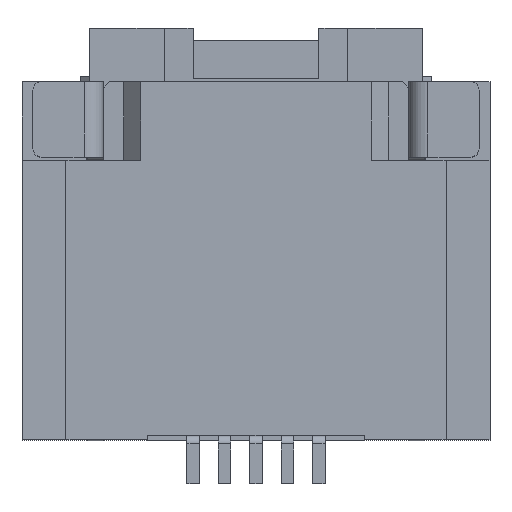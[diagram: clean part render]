
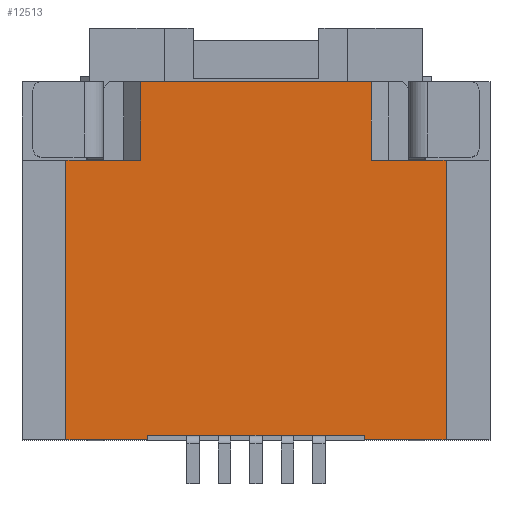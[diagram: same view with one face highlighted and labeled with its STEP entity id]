
A CAD part, top view. The second image highlights one B-rep face of the part: STEP entity #12513.
In plain terms, the highlighted planar face has unit normal (0, 0, 1).
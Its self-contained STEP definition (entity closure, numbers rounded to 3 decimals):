
#360=DIRECTION('',(-1.,0.,0.));
#361=VECTOR('',#360,1.3);
#362=CARTESIAN_POINT('',(-1.725,-2.85,1.245));
#363=LINE('',#362,#361);
#368=DIRECTION('',(-1.,0.,0.));
#369=VECTOR('',#368,1.3);
#370=CARTESIAN_POINT('',(3.025,-2.85,1.245));
#371=LINE('',#370,#369);
#416=DIRECTION('',(0.,-1.,0.));
#417=VECTOR('',#416,4.45);
#418=CARTESIAN_POINT('',(-3.025,1.6,1.245));
#419=LINE('',#418,#417);
#420=DIRECTION('',(-1.,0.,0.));
#421=VECTOR('',#420,3.67);
#422=CARTESIAN_POINT('',(1.835,2.85,1.245));
#423=LINE('',#422,#421);
#424=DIRECTION('',(1.,0.,0.));
#425=VECTOR('',#424,3.45);
#426=CARTESIAN_POINT('',(-1.725,-2.78,1.245));
#427=LINE('',#426,#425);
#428=DIRECTION('',(-1.,0.,0.));
#429=VECTOR('',#428,1.19);
#430=CARTESIAN_POINT('',(-1.835,1.6,1.245));
#431=LINE('',#430,#429);
#432=DIRECTION('',(0.,1.,0.));
#433=VECTOR('',#432,1.25);
#434=CARTESIAN_POINT('',(-1.835,1.6,1.245));
#435=LINE('',#434,#433);
#440=DIRECTION('',(0.,-1.,0.));
#441=VECTOR('',#440,1.25);
#442=CARTESIAN_POINT('',(1.835,2.85,1.245));
#443=LINE('',#442,#441);
#3652=DIRECTION('',(-1.,0.,0.));
#3653=VECTOR('',#3652,1.19);
#3654=CARTESIAN_POINT('',(3.025,1.6,1.245));
#3655=LINE('',#3654,#3653);
#3705=DIRECTION('',(0.,1.,0.));
#3706=VECTOR('',#3705,4.45);
#3707=CARTESIAN_POINT('',(3.025,-2.85,1.245));
#3708=LINE('',#3707,#3706);
#8961=DIRECTION('',(0.,1.,0.));
#8962=VECTOR('',#8961,0.07);
#8963=CARTESIAN_POINT('',(-1.725,-2.85,1.245));
#8964=LINE('',#8963,#8962);
#8977=DIRECTION('',(0.,-1.,0.));
#8978=VECTOR('',#8977,0.07);
#8979=CARTESIAN_POINT('',(1.725,-2.78,1.245));
#8980=LINE('',#8979,#8978);
#9642=CARTESIAN_POINT('',(-3.025,1.6,1.245));
#9643=VERTEX_POINT('',#9642);
#9644=CARTESIAN_POINT('',(-1.835,1.6,1.245));
#9645=VERTEX_POINT('',#9644);
#9708=CARTESIAN_POINT('',(1.835,2.85,1.245));
#9709=VERTEX_POINT('',#9708);
#9710=CARTESIAN_POINT('',(-1.835,2.85,1.245));
#9711=VERTEX_POINT('',#9710);
#10109=CARTESIAN_POINT('',(-1.725,-2.78,1.245));
#10110=CARTESIAN_POINT('',(1.725,-2.78,1.245));
#10111=VERTEX_POINT('',#10109);
#10112=VERTEX_POINT('',#10110);
#10129=CARTESIAN_POINT('',(1.835,1.6,1.245));
#10130=VERTEX_POINT('',#10129);
#10131=CARTESIAN_POINT('',(3.025,1.6,1.245));
#10132=VERTEX_POINT('',#10131);
#10133=CARTESIAN_POINT('',(3.025,-2.85,1.245));
#10134=VERTEX_POINT('',#10133);
#10135=CARTESIAN_POINT('',(1.725,-2.85,1.245));
#10136=VERTEX_POINT('',#10135);
#10137=CARTESIAN_POINT('',(-1.725,-2.85,1.245));
#10138=VERTEX_POINT('',#10137);
#10139=CARTESIAN_POINT('',(-3.025,-2.85,1.245));
#10140=VERTEX_POINT('',#10139);
#12487=CARTESIAN_POINT('',(0.,0.,1.245));
#12488=DIRECTION('',(0.,0.,1.));
#12489=DIRECTION('',(1.,0.,0.));
#12490=AXIS2_PLACEMENT_3D('',#12487,#12488,#12489);
#12491=PLANE('',#12490);
#12493=ORIENTED_EDGE('',*,*,#12492,.T.);
#12494=ORIENTED_EDGE('',*,*,#11859,.F.);
#12496=ORIENTED_EDGE('',*,*,#12495,.T.);
#12498=ORIENTED_EDGE('',*,*,#12497,.F.);
#12500=ORIENTED_EDGE('',*,*,#12499,.F.);
#12501=ORIENTED_EDGE('',*,*,#12445,.T.);
#12503=ORIENTED_EDGE('',*,*,#12502,.F.);
#12505=ORIENTED_EDGE('',*,*,#12504,.F.);
#12507=ORIENTED_EDGE('',*,*,#12506,.F.);
#12508=ORIENTED_EDGE('',*,*,#12437,.T.);
#12509=ORIENTED_EDGE('',*,*,#12482,.F.);
#12510=ORIENTED_EDGE('',*,*,#11781,.F.);
#12511=EDGE_LOOP('',(#12493,#12494,#12496,#12498,#12500,#12501,#12503,#12505,
#12507,#12508,#12509,#12510));
#12512=FACE_OUTER_BOUND('',#12511,.F.);
#12513=ADVANCED_FACE('',(#12512),#12491,.T.);
#11781=EDGE_CURVE('',#9645,#9643,#431,.T.);
#11859=EDGE_CURVE('',#9709,#9711,#423,.T.);
#12437=EDGE_CURVE('',#10138,#10140,#363,.T.);
#12445=EDGE_CURVE('',#10134,#10136,#371,.T.);
#12482=EDGE_CURVE('',#9643,#10140,#419,.T.);
#12492=EDGE_CURVE('',#9645,#9711,#435,.T.);
#12495=EDGE_CURVE('',#9709,#10130,#443,.T.);
#12497=EDGE_CURVE('',#10132,#10130,#3655,.T.);
#12499=EDGE_CURVE('',#10134,#10132,#3708,.T.);
#12502=EDGE_CURVE('',#10112,#10136,#8980,.T.);
#12504=EDGE_CURVE('',#10111,#10112,#427,.T.);
#12506=EDGE_CURVE('',#10138,#10111,#8964,.T.);
